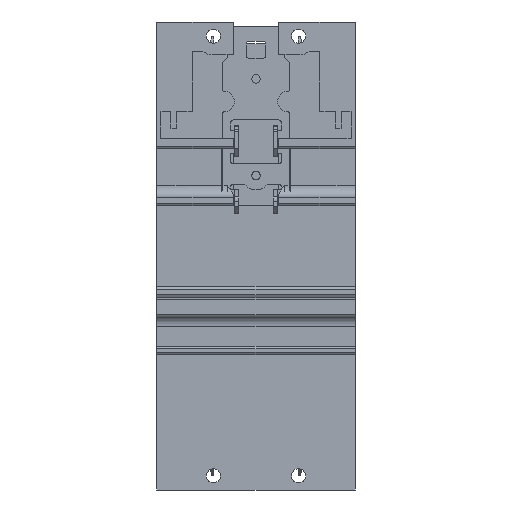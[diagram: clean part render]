
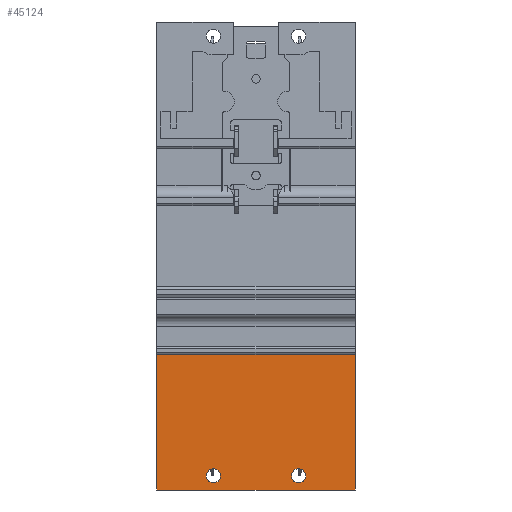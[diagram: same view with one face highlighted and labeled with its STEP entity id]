
A CAD part, front view. The second image highlights one B-rep face of the part: STEP entity #45124.
In plain terms, the highlighted planar face has unit normal (0, -1, 0).
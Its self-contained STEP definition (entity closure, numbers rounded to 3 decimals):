
#112 = VERTEX_POINT ( 'NONE', #23106 ) ;
#1100 = CIRCLE ( 'NONE', #8396, 2.5 ) ;
#1121 = VECTOR ( 'NONE', #47397, 1000. ) ;
#1202 = VECTOR ( 'NONE', #38202, 1000. ) ;
#1552 = AXIS2_PLACEMENT_3D ( 'NONE', #13840, #25723, #17387 ) ;
#1758 = CARTESIAN_POINT ( 'NONE',  ( -15., -123.3, -77.5 ) ) ;
#3086 = CARTESIAN_POINT ( 'NONE',  ( -35., -123.3, -34.85 ) ) ;
#3331 = DIRECTION ( 'NONE',  ( 0., 0., -1. ) ) ;
#5264 = EDGE_CURVE ( 'NONE', #31487, #112, #31741, .T. ) ;
#5320 = CIRCLE ( 'NONE', #6966, 2.5 ) ;
#6310 = DIRECTION ( 'NONE',  ( 1., 0., 0. ) ) ;
#6966 = AXIS2_PLACEMENT_3D ( 'NONE', #24316, #17697, #13934 ) ;
#7465 = EDGE_CURVE ( 'NONE', #23115, #11395, #5320, .T. ) ;
#8396 = AXIS2_PLACEMENT_3D ( 'NONE', #1758, #17197, #48862 ) ;
#10143 = EDGE_LOOP ( 'NONE', ( #25015, #41020 ) ) ;
#10671 = CARTESIAN_POINT ( 'NONE',  ( -35., -123.3, -34.85 ) ) ;
#11395 = VERTEX_POINT ( 'NONE', #34385 ) ;
#12392 = AXIS2_PLACEMENT_3D ( 'NONE', #10671, #41835, #3331 ) ;
#13840 = CARTESIAN_POINT ( 'NONE',  ( 15., -123.3, -77.5 ) ) ;
#13889 = ORIENTED_EDGE ( 'NONE', *, *, #45053, .F. ) ;
#13934 = DIRECTION ( 'NONE',  ( 0., 0., 1. ) ) ;
#14729 = DIRECTION ( 'NONE',  ( 1., 0., 0. ) ) ;
#14973 = CARTESIAN_POINT ( 'NONE',  ( -35., -123.3, -82.5 ) ) ;
#15470 = LINE ( 'NONE', #3086, #38262 ) ;
#15724 = CARTESIAN_POINT ( 'NONE',  ( 35., -123.3, -34.85 ) ) ;
#16493 = CARTESIAN_POINT ( 'NONE',  ( -35., -123.3, -34.85 ) ) ;
#17197 = DIRECTION ( 'NONE',  ( 0., 1., 0. ) ) ;
#17253 = EDGE_CURVE ( 'NONE', #30279, #42060, #46653, .T. ) ;
#17387 = DIRECTION ( 'NONE',  ( 0., 0., 1. ) ) ;
#17697 = DIRECTION ( 'NONE',  ( 0., 1., 0. ) ) ;
#19439 = VECTOR ( 'NONE', #6310, 1000. ) ;
#21473 = ORIENTED_EDGE ( 'NONE', *, *, #17253, .T. ) ;
#21474 = EDGE_CURVE ( 'NONE', #112, #31487, #1100, .T. ) ;
#21502 = LINE ( 'NONE', #24817, #19439 ) ;
#22317 = FACE_OUTER_BOUND ( 'NONE', #28876, .T. ) ;
#23106 = CARTESIAN_POINT ( 'NONE',  ( -15., -123.3, -75. ) ) ;
#23115 = VERTEX_POINT ( 'NONE', #28340 ) ;
#24316 = CARTESIAN_POINT ( 'NONE',  ( 15., -123.3, -77.5 ) ) ;
#24817 = CARTESIAN_POINT ( 'NONE',  ( -35., -123.3, -82.5 ) ) ;
#24910 = CARTESIAN_POINT ( 'NONE',  ( -15., -123.3, -77.5 ) ) ;
#25015 = ORIENTED_EDGE ( 'NONE', *, *, #21474, .T. ) ;
#25723 = DIRECTION ( 'NONE',  ( 0., 1., 0. ) ) ;
#26389 = FACE_BOUND ( 'NONE', #44493, .T. ) ;
#26580 = CARTESIAN_POINT ( 'NONE',  ( 35., -123.3, -34.85 ) ) ;
#26870 = FACE_BOUND ( 'NONE', #10143, .T. ) ;
#27861 = EDGE_CURVE ( 'NONE', #42060, #43435, #21502, .T. ) ;
#28340 = CARTESIAN_POINT ( 'NONE',  ( 15., -123.3, -80. ) ) ;
#28463 = EDGE_CURVE ( 'NONE', #11395, #23115, #49270, .T. ) ;
#28876 = EDGE_LOOP ( 'NONE', ( #38545, #13889, #21473, #32748 ) ) ;
#30279 = VERTEX_POINT ( 'NONE', #48602 ) ;
#31227 = CARTESIAN_POINT ( 'NONE',  ( 35., -123.3, -82.5 ) ) ;
#31487 = VERTEX_POINT ( 'NONE', #38582 ) ;
#31741 = CIRCLE ( 'NONE', #35779, 2.5 ) ;
#32748 = ORIENTED_EDGE ( 'NONE', *, *, #27861, .T. ) ;
#32914 = ORIENTED_EDGE ( 'NONE', *, *, #28463, .T. ) ;
#33666 = LINE ( 'NONE', #26580, #1202 ) ;
#34385 = CARTESIAN_POINT ( 'NONE',  ( 15., -123.3, -75. ) ) ;
#35779 = AXIS2_PLACEMENT_3D ( 'NONE', #24910, #40119, #40348 ) ;
#38202 = DIRECTION ( 'NONE',  ( 0., 0., -1. ) ) ;
#38262 = VECTOR ( 'NONE', #14729, 1000. ) ;
#38545 = ORIENTED_EDGE ( 'NONE', *, *, #46410, .F. ) ;
#38582 = CARTESIAN_POINT ( 'NONE',  ( -15., -123.3, -80. ) ) ;
#40119 = DIRECTION ( 'NONE',  ( 0., 1., 0. ) ) ;
#40348 = DIRECTION ( 'NONE',  ( 0., 0., 1. ) ) ;
#41020 = ORIENTED_EDGE ( 'NONE', *, *, #5264, .T. ) ;
#41835 = DIRECTION ( 'NONE',  ( 0., -1., 0. ) ) ;
#42060 = VERTEX_POINT ( 'NONE', #14973 ) ;
#43435 = VERTEX_POINT ( 'NONE', #31227 ) ;
#44435 = ORIENTED_EDGE ( 'NONE', *, *, #7465, .T. ) ;
#44493 = EDGE_LOOP ( 'NONE', ( #32914, #44435 ) ) ;
#45053 = EDGE_CURVE ( 'NONE', #30279, #45209, #15470, .T. ) ;
#45124 = ADVANCED_FACE ( 'NONE', ( #26870, #26389, #22317 ), #49172, .T. ) ;
#45209 = VERTEX_POINT ( 'NONE', #15724 ) ;
#46410 = EDGE_CURVE ( 'NONE', #45209, #43435, #33666, .T. ) ;
#46653 = LINE ( 'NONE', #16493, #1121 ) ;
#47397 = DIRECTION ( 'NONE',  ( 0., 0., -1. ) ) ;
#48602 = CARTESIAN_POINT ( 'NONE',  ( -35., -123.3, -34.85 ) ) ;
#48862 = DIRECTION ( 'NONE',  ( 0., 0., 1. ) ) ;
#49172 = PLANE ( 'NONE',  #12392 ) ;
#49270 = CIRCLE ( 'NONE', #1552, 2.5 ) ;
